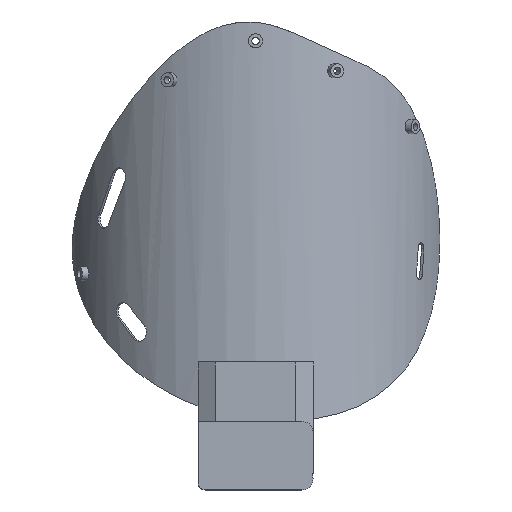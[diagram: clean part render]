
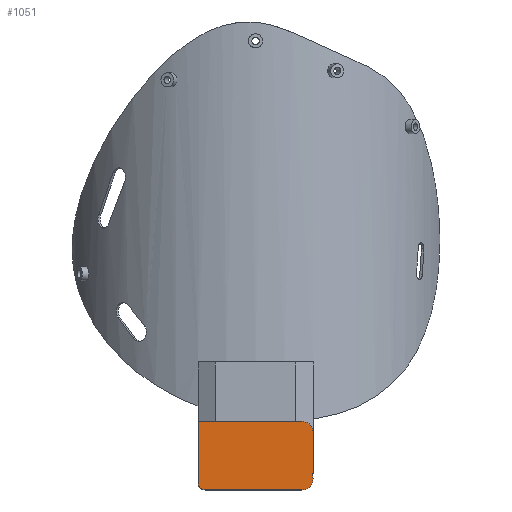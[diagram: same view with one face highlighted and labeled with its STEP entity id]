
A CAD part, top view. The second image highlights one B-rep face of the part: STEP entity #1051.
In plain terms, the highlighted planar face has unit normal (0, 0, 1).
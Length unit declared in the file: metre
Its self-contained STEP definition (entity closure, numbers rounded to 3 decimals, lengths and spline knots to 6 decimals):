
#37=CIRCLE('',#1141,0.003);
#38=CIRCLE('',#1142,0.002);
#39=CIRCLE('',#1143,0.003);
#40=CIRCLE('',#1144,0.002);
#339=ORIENTED_EDGE('',*,*,#555,.T.);
#340=ORIENTED_EDGE('',*,*,#556,.T.);
#341=ORIENTED_EDGE('',*,*,#536,.F.);
#342=ORIENTED_EDGE('',*,*,#557,.T.);
#343=ORIENTED_EDGE('',*,*,#548,.F.);
#344=ORIENTED_EDGE('',*,*,#527,.T.);
#345=ORIENTED_EDGE('',*,*,#558,.T.);
#346=ORIENTED_EDGE('',*,*,#537,.T.);
#527=EDGE_CURVE('',#657,#656,#718,.T.);
#536=EDGE_CURVE('',#663,#659,#726,.T.);
#537=EDGE_CURVE('',#664,#665,#727,.T.);
#548=EDGE_CURVE('',#657,#671,#734,.T.);
#555=EDGE_CURVE('',#665,#674,#37,.T.);
#556=EDGE_CURVE('',#674,#659,#38,.T.);
#557=EDGE_CURVE('',#663,#671,#39,.T.);
#558=EDGE_CURVE('',#656,#664,#40,.T.);
#656=VERTEX_POINT('',#2806);
#657=VERTEX_POINT('',#2808);
#659=VERTEX_POINT('',#2814);
#663=VERTEX_POINT('',#2826);
#664=VERTEX_POINT('',#2830);
#665=VERTEX_POINT('',#2831);
#671=VERTEX_POINT('',#2857);
#674=VERTEX_POINT('',#2869);
#718=LINE('',#2807,#780);
#726=LINE('',#2827,#788);
#727=LINE('',#2829,#789);
#734=LINE('',#2856,#796);
#780=VECTOR('',#1298,1.);
#788=VECTOR('',#1308,1.);
#789=VECTOR('',#1311,1.);
#796=VECTOR('',#1330,1.);
#877=EDGE_LOOP('',(#339,#340,#341,#342,#343,#344,#345,#346));
#968=FACE_BOUND('',#877,.T.);
#1003=PLANE('',#1140);
#1051=ADVANCED_FACE('',(#968),#1003,.T.);
#1140=AXIS2_PLACEMENT_3D('',#2867,#1342,#1343);
#1141=AXIS2_PLACEMENT_3D('',#2868,#1344,#1345);
#1142=AXIS2_PLACEMENT_3D('',#2870,#1346,#1347);
#1143=AXIS2_PLACEMENT_3D('',#2871,#1348,#1349);
#1144=AXIS2_PLACEMENT_3D('',#2872,#1350,#1351);
#1298=DIRECTION('',(0.,-1.,0.));
#1308=DIRECTION('',(0.,-1.,0.));
#1311=DIRECTION('',(1.,0.,0.));
#1330=DIRECTION('',(1.,0.,0.));
#1342=DIRECTION('',(0.,0.,1.));
#1343=DIRECTION('',(1.,0.,0.));
#1344=DIRECTION('',(0.,0.,1.));
#1345=DIRECTION('',(1.,0.,0.));
#1346=DIRECTION('',(0.,0.,1.));
#1347=DIRECTION('',(1.,0.,0.));
#1348=DIRECTION('',(0.,0.,1.));
#1349=DIRECTION('',(1.,0.,0.));
#1350=DIRECTION('',(0.,0.,1.));
#1351=DIRECTION('',(1.,0.,0.));
#2806=CARTESIAN_POINT('',(-0.0155,-0.077918,0.0015));
#2807=CARTESIAN_POINT('',(-0.0155,-0.070668,0.0015));
#2808=CARTESIAN_POINT('',(-0.0155,-0.061418,0.0015));
#2814=CARTESIAN_POINT('',(0.0155,-0.075108,0.0015));
#2826=CARTESIAN_POINT('',(0.0155,-0.064418,0.0015));
#2827=CARTESIAN_POINT('',(0.0155,-0.070668,0.0015));
#2829=CARTESIAN_POINT('',(0.,-0.079918,0.0015));
#2830=CARTESIAN_POINT('',(-0.0135,-0.079918,0.0015));
#2831=CARTESIAN_POINT('',(0.0125,-0.079918,0.0015));
#2856=CARTESIAN_POINT('',(0.,-0.061418,0.0015));
#2857=CARTESIAN_POINT('',(0.0125,-0.061418,0.0015));
#2867=CARTESIAN_POINT('',(0.,-0.041657,0.0015));
#2868=CARTESIAN_POINT('',(0.0125,-0.076918,0.0015));
#2869=CARTESIAN_POINT('',(0.015329,-0.075919,0.0015));
#2870=CARTESIAN_POINT('',(0.0135,-0.075108,0.0015));
#2871=CARTESIAN_POINT('',(0.0125,-0.064418,0.0015));
#2872=CARTESIAN_POINT('',(-0.0135,-0.077918,0.0015));
